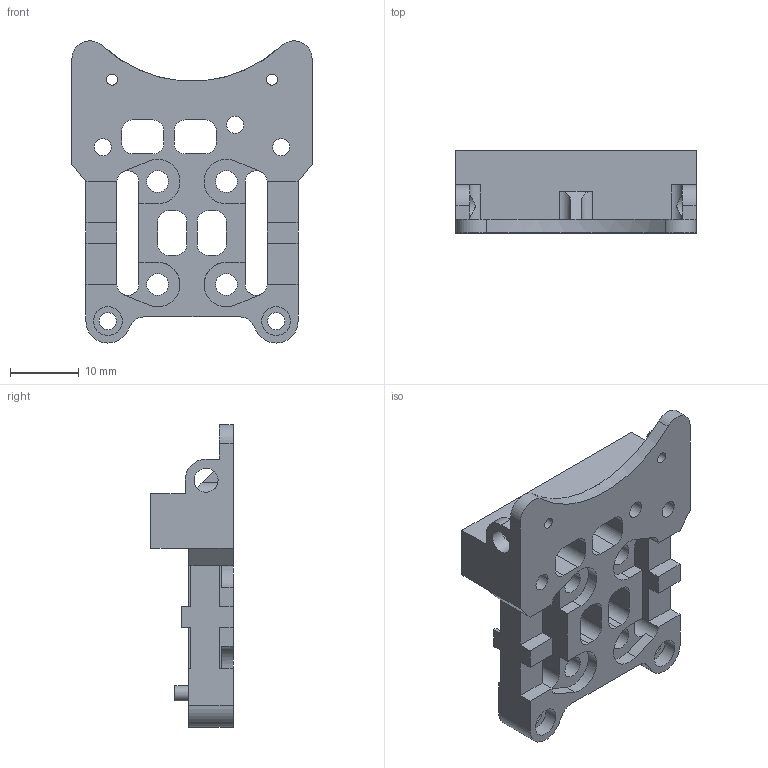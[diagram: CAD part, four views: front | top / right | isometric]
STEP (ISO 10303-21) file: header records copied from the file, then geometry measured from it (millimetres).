
FILE_DESCRIPTION (( 'STEP AP214' ), '1' );
FILE_NAME ('MiniAB_Micron_CNC Milled_Stock version_Carriage.STEP', '2022-03-13T21:10:13', ( '' ), ( '' ), 'SwSTEP 2.0', 'SolidWorks 2020', '' );
FILE_SCHEMA (( 'AUTOMOTIVE_DESIGN' ));
Length unit declared in the file: millimetre
Products named in the file (1): MiniAB_Micron_CNC Milled_Stock version_Carriage
Bounding box: 35 x 12 x 44.01 mm (x, y, z)
Volume: 6022.3 mm3; surface area: 5480.1 mm2
Topology: 1 solids, 1 shells, 211 faces, 602 edges, 373 vertices
Faces by surface type: plane 117, cylinder 78, sphere 16
Full cylindrical faces by diameter (mm): 1.6 x2, 2.5 x5, 3.175 x4, 3.5 x2, 4.2 x2
Entity records: 6564 total; most frequent: CARTESIAN_POINT 1166, DIRECTION 1130, ORIENTED_EDGE 1094, EDGE_CURVE 547, AXIS2_PLACEMENT_3D 377, LINE 376, VECTOR 376, VERTEX_POINT 349
